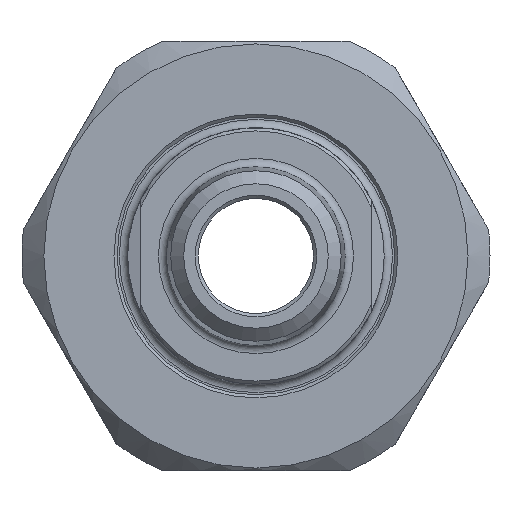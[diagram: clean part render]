
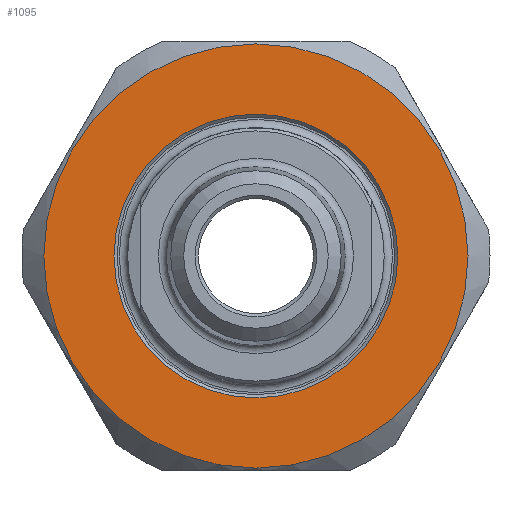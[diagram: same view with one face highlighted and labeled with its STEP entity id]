
A CAD part, left-side view. The second image highlights one B-rep face of the part: STEP entity #1095.
In plain terms, the highlighted planar face has unit normal (-1, 0, 0).
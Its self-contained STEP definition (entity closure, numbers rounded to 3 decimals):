
#43=FACE_BOUND('',#210,.T.);
#103=PLANE('',#1259);
#142=FACE_OUTER_BOUND('',#209,.T.);
#209=EDGE_LOOP('',(#832));
#210=EDGE_LOOP('',(#833));
#391=CIRCLE('',#1239,20.25);
#401=CIRCLE('',#1258,13.55);
#486=VERTEX_POINT('',#1847);
#495=VERTEX_POINT('',#1882);
#608=EDGE_CURVE('',#486,#486,#391,.T.);
#622=EDGE_CURVE('',#495,#495,#401,.T.);
#832=ORIENTED_EDGE('',*,*,#608,.T.);
#833=ORIENTED_EDGE('',*,*,#622,.F.);
#1095=ADVANCED_FACE('',(#142,#43),#103,.T.);
#1239=AXIS2_PLACEMENT_3D('',#1849,#1439,#1440);
#1258=AXIS2_PLACEMENT_3D('',#1883,#1480,#1481);
#1259=AXIS2_PLACEMENT_3D('',#1885,#1483,#1484);
#1439=DIRECTION('center_axis',(-1.,0.,0.));
#1440=DIRECTION('ref_axis',(0.,1.,0.));
#1480=DIRECTION('center_axis',(-1.,0.,0.));
#1481=DIRECTION('ref_axis',(0.,0.,-1.));
#1483=DIRECTION('center_axis',(-1.,0.,0.));
#1484=DIRECTION('ref_axis',(0.,0.,1.));
#1847=CARTESIAN_POINT('',(-16.,-20.25,0.));
#1849=CARTESIAN_POINT('Origin',(-16.,0.,0.));
#1882=CARTESIAN_POINT('',(-16.,0.,13.55));
#1883=CARTESIAN_POINT('Origin',(-16.,0.,0.));
#1885=CARTESIAN_POINT('Origin',(-16.,0.,0.));
